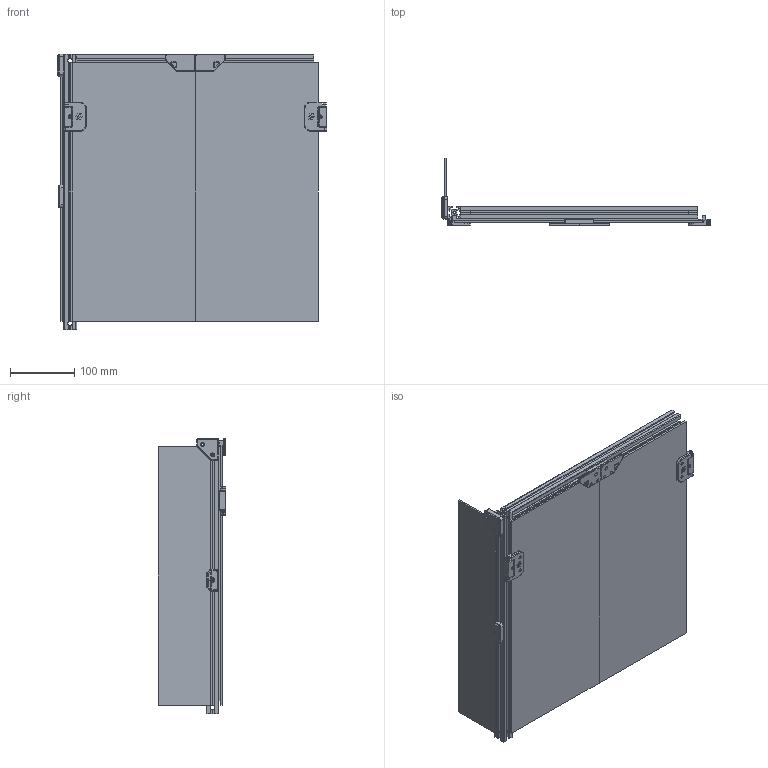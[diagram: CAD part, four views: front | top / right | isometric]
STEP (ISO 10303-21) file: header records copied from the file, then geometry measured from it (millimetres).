
FILE_DESCRIPTION(/* description */ (''),/* implementation_level */ '2;1');
FILE_NAME(/* name */ 'Hinge and Handle Mod (3mm Foam).step',/* time_stamp */ '2020-09-16T13:42:21-05:00',/* author */ (''),/* organization */ (''),/* preprocessor_version */ 'ST-DEVELOPER v18.1',/* originating_system */ 'Autodesk Translation Framework v9.3.0.1241',/* authorisation */ '');
FILE_SCHEMA (('AUTOMOTIVE_DESIGN { 1 0 10303 214 3 1 1 }'));
Products named in the file (36): Hinge and Handle Mod (3mm Foam); HFSB5-2020-370-TPW; Foam Tape (1/8"); HFSB5-2020-430-LCP-RCP; Foam Tape (1/8") (1); Foam Tape (1/8") (2); Front Door; Panel Left; Panel Right; Door Latch; Magnet (1); M3x8 SHCS (2) (2); Door Handle; Magnet (2) (1); M3 Threaded Insert (1) (1); M3x6 BHCS (1); Door Hinge (A); M3x40 SHCS; M3x12 SHCS; M3 Threaded Insert (1); M3 Threaded Insert (1) (2) (1); M3x10 BHCS; Door Hinge (B); M3x40 SHCS (1); M3x12 SHCS (1); M3 Threaded Insert (1) (2); M3 Threaded Insert (1) (2) (1) (1); M3x10 BHCS (1); Door Handle(Mirror); Magnet (2) (1) (1); M3 Threaded Insert (1) (1) (1); M3x6 BHCS (1) (1); Side Panel; Panel (3mm) (1); corner_panel_clip_6mm; midspan_clip_6mm
Assembly tree (40 placements, depth 4):
  Hinge and Handle Mod (3mm Foam)
    HFSB5-2020-370-TPW
      Foam Tape (1/8")
    HFSB5-2020-430-LCP-RCP
      Foam Tape (1/8") (1)
      Foam Tape (1/8") (2)
    Front Door
      Panel Left
      Panel Right
      Door Latch
        Magnet (1)  x2
        M3x8 SHCS (2) (2)
      Door Handle
        Magnet (2) (1)
        M3 Threaded Insert (1) (1)  x2
        M3x6 BHCS (1)
      Door Hinge (A)
        M3x40 SHCS
        M3x12 SHCS
        M3 Threaded Insert (1)  x2
        M3 Threaded Insert (1) (2) (1)
        M3x10 BHCS
      Door Hinge (B)
        M3x40 SHCS (1)
        M3x12 SHCS (1)
        M3 Threaded Insert (1) (2)  x2
        M3 Threaded Insert (1) (2) (1) (1)
        M3x10 BHCS (1)
      Door Handle(Mirror)
        Magnet (2) (1) (1)
        M3 Threaded Insert (1) (1) (1)  x2
        M3x6 BHCS (1) (1)
    Side Panel
      Panel (3mm) (1)
      corner_panel_clip_6mm
      midspan_clip_6mm
Bounding box: 420 x 105.9 x 430 mm (x, y, z)
Volume: 771379.1 mm3; surface area: 580724.5 mm2
Topology: 42 solids, 42 shells, 2796 faces, 7457 edges, 4812 vertices
Faces by surface type: cylinder 952, bspline 819, plane 741, cone 241, torus 39, sphere 4
Full cylindrical faces by diameter (mm): 2.35 x176, 2.9 x10, 3 x177, 3.1 x4, 3.4 x10, 4 x8, 4.2 x14, 4.234 x2, 4.25 x10, 4.6 x10, 4.7 x10, 5.12 x2, 5.5 x5, 5.7 x4, 6 x7, 6.1 x2, 7.35 x8
Entity records: 119497 total; most frequent: CARTESIAN_POINT 66511, ORIENTED_EDGE 12244, DIRECTION 8718, EDGE_CURVE 6122, VERTEX_POINT 3926, AXIS2_PLACEMENT_3D 3216, EDGE_LOOP 2456, B_SPLINE_CURVE_WITH_KNOTS 2336
